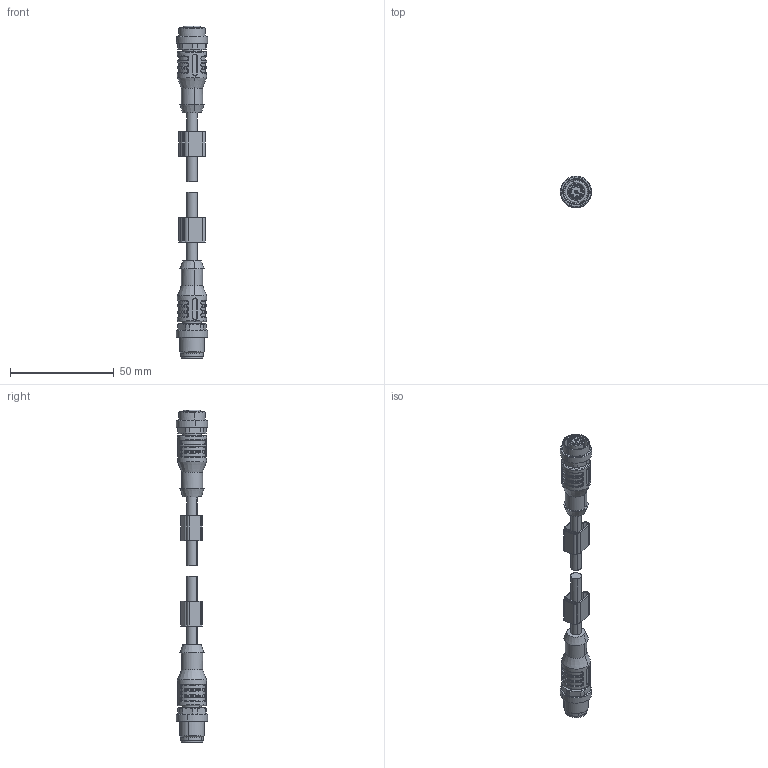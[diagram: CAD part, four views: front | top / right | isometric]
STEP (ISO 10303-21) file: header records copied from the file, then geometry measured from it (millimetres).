
FILE_DESCRIPTION(('CATIA V5 STEP Exchange','CAx-IF Rec.Pracs.--- Model Styling and Organization---1.4--- 2014-01-23'),'2;1');
FILE_NAME ('275832-3_0_1279440600_1279440600.stp','2020-07-21T06:08:26+00:00',('none'),('Weidmueller'),'CATIA Version 5-6 Release 2016 SP3 HF44','CATIA V5 STEP AP214','none');
FILE_SCHEMA(('AUTOMOTIVE_DESIGN { 1 0 10303 214 1 1 1 1 }'));
Length unit declared in the file: millimetre
Products named in the file (1): 1279440600
Bounding box: 15 x 14.99 x 160 mm (x, y, z)
Volume: 11777.9 mm3; surface area: 10237.4 mm2
Topology: 24 solids, 24 shells, 856 faces, 2400 edges, 1591 vertices
Faces by surface type: plane 253, cylinder 217, extrusion 160, sphere 64, torus 64, cone 50, bspline 48
Entity records: 30262 total; most frequent: CARTESIAN_POINT 11459, ORIENTED_EDGE 4672, DIRECTION 2573, EDGE_CURVE 2224, VERTEX_POINT 1519, AXIS2_PLACEMENT_3D 1059, VECTOR 969, EDGE_LOOP 933
